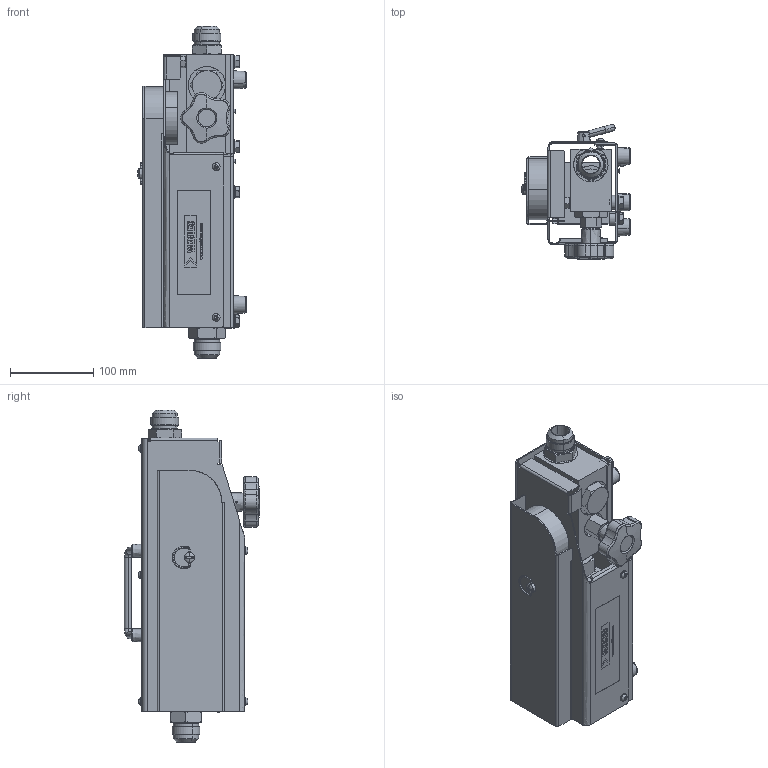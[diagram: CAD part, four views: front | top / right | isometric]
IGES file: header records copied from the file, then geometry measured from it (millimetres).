
Start section: SolidWorks IGES file using analytic representation for surfaces
Global section: file name: ECA'FT10040-12.IGS; native system: SolidWorks 2023; preprocessor: SolidWorks 2023; author: mks; date: 241021.091238; units: millimetre
Bounding box: 130.61 x 162.35 x 399.15 mm (x, y, z)
Surface area: 477933.4 mm2 (no closed solid volume)
Topology: 0 solids, 0 shells, 809 faces, 16011 edges, 15989 vertices
Faces by surface type: bspline 492, revolution 317
